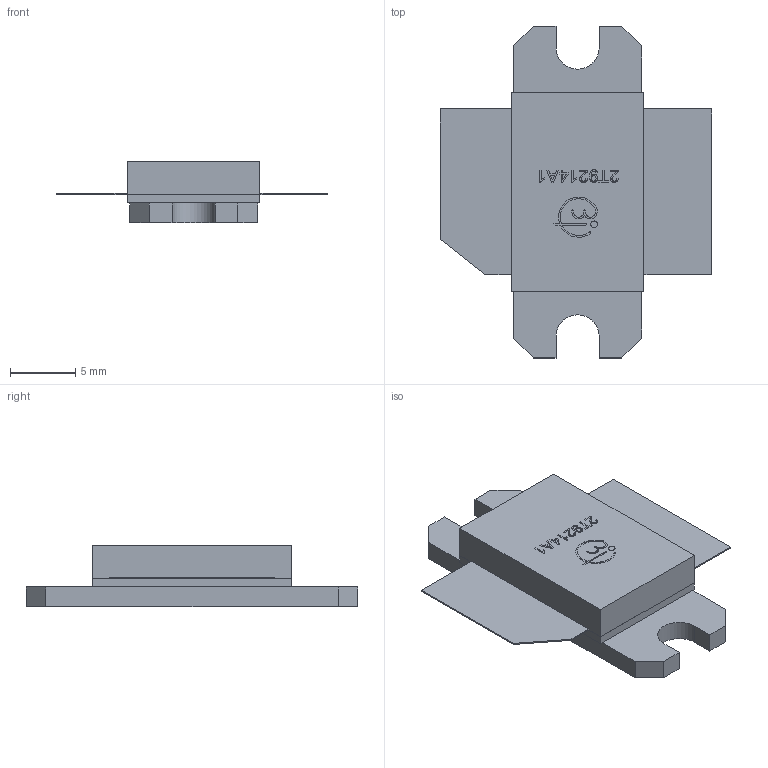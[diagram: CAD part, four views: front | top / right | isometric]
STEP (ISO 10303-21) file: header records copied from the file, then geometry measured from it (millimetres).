
FILE_DESCRIPTION(('STEP AP242'), '1');
FILE_NAME('2Ò9214À1', '', ('UNSPECIFIED'), ('UNSPECIFIED'), 'C3D Converter', 'C3D Toolkit', '');
FILE_SCHEMA(('AP242_MANAGED_MODEL_BASED_3D_ENGINEERING_MIM_LF { 1 0 10303 442 1 1 4 }'));
Length unit declared in the file: millimetre
Bounding box: 20.8 x 25.4 x 4.71 mm (x, y, z)
Volume: 848.7 mm3; surface area: 1003.4 mm2
Topology: 1 solids, 1 shells, 229 faces, 614 edges, 400 vertices
Faces by surface type: plane 137, extrusion 75, cylinder 17
Full cylindrical faces by diameter (mm): 0.512 x1
Entity records: 9010 total; most frequent: CARTESIAN_POINT 1693, ORIENTED_EDGE 1226, DIRECTION 882, EDGE_CURVE 613, VECTOR 504, LINE 429, VERTEX_POINT 400, EDGE_LOOP 243
